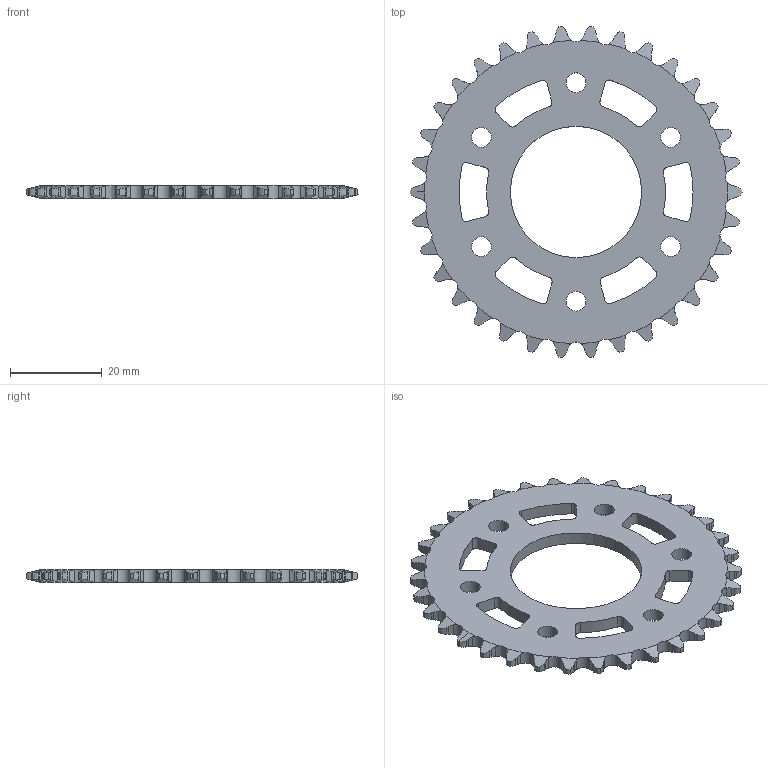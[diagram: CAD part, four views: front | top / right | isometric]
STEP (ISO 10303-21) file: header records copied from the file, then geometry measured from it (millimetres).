
FILE_DESCRIPTION (( 'STEP AP203' ), '1' );
FILE_NAME ('217-2664.20121204.STEP', '2012-12-04T23:53:12', ( 'svradm' ), ( 'Microsoft' ), 'SwSTEP 2.0', 'SolidWorks 2012', '' );
FILE_SCHEMA (( 'CONFIG_CONTROL_DESIGN' ));
Length unit declared in the file: inch
Products named in the file (1): 217-2664.20121204
Bounding box: 72.34 x 72.1 x 2.79 mm (x, y, z)
Volume: 6865.6 mm3; surface area: 6838.1 mm2
Topology: 1 solids, 1 shells, 435 faces, 1298 edges, 865 vertices
Faces by surface type: cylinder 283, plane 82, cone 70
Entity records: 15644 total; most frequent: CARTESIAN_POINT 4615, ORIENTED_EDGE 2596, DIRECTION 1935, EDGE_CURVE 1298, VERTEX_POINT 865, AXIS2_PLACEMENT_3D 773, B_SPLINE_CURVE_WITH_KNOTS 572, EDGE_LOOP 461
